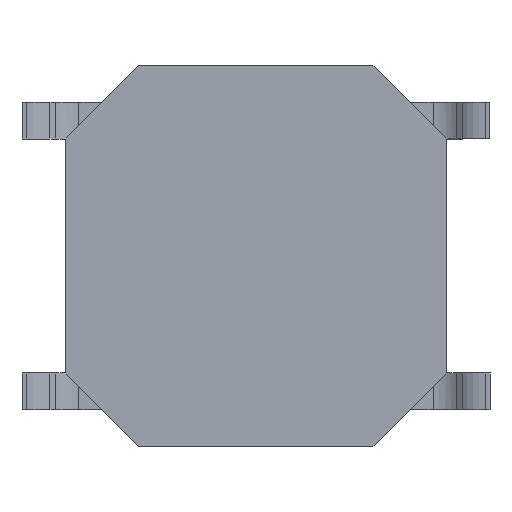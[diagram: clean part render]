
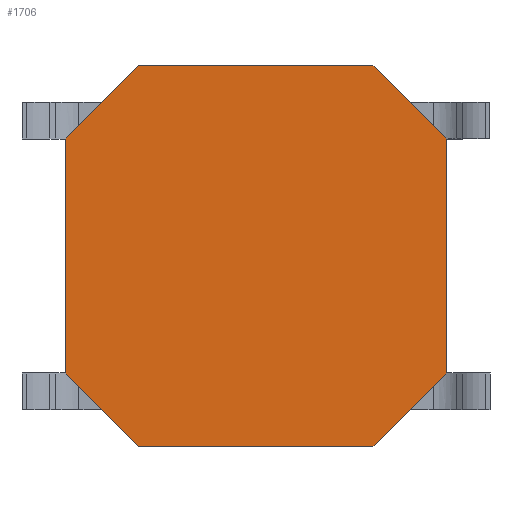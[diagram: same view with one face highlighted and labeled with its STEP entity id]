
A CAD part, front view. The second image highlights one B-rep face of the part: STEP entity #1706.
In plain terms, the highlighted planar face has unit normal (0, -1, 0).
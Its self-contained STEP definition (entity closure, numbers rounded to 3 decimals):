
#69=LINE('',#2526,#226);
#136=LINE('',#2718,#293);
#152=LINE('',#2759,#309);
#153=LINE('',#2762,#310);
#162=LINE('',#2783,#319);
#180=LINE('',#2819,#337);
#183=LINE('',#2825,#340);
#184=LINE('',#2827,#341);
#226=VECTOR('',#2017,1000.);
#293=VECTOR('',#2204,1000.);
#309=VECTOR('',#2252,1000.);
#310=VECTOR('',#2255,1000.);
#319=VECTOR('',#2274,1000.);
#337=VECTOR('',#2296,1000.);
#340=VECTOR('',#2301,1000.);
#341=VECTOR('',#2304,1000.);
#442=PLANE('',#1875);
#509=FACE_OUTER_BOUND('',#601,.T.);
#601=EDGE_LOOP('',(#1401,#1402,#1403,#1404,#1405,#1406,#1407,#1408));
#719=VERTEX_POINT('',#2523);
#720=VERTEX_POINT('',#2525);
#784=VERTEX_POINT('',#2715);
#785=VERTEX_POINT('',#2717);
#794=VERTEX_POINT('',#2757);
#795=VERTEX_POINT('',#2761);
#802=VERTEX_POINT('',#2781);
#819=VERTEX_POINT('',#2821);
#878=EDGE_CURVE('',#720,#719,#69,.T.);
#975=EDGE_CURVE('',#785,#784,#136,.T.);
#996=EDGE_CURVE('',#794,#719,#152,.T.);
#997=EDGE_CURVE('',#795,#784,#153,.T.);
#1009=EDGE_CURVE('',#795,#802,#162,.T.);
#1027=EDGE_CURVE('',#720,#802,#180,.T.);
#1030=EDGE_CURVE('',#785,#819,#183,.T.);
#1031=EDGE_CURVE('',#794,#819,#184,.T.);
#1401=ORIENTED_EDGE('',*,*,#1030,.F.);
#1402=ORIENTED_EDGE('',*,*,#975,.T.);
#1403=ORIENTED_EDGE('',*,*,#997,.F.);
#1404=ORIENTED_EDGE('',*,*,#1009,.T.);
#1405=ORIENTED_EDGE('',*,*,#1027,.F.);
#1406=ORIENTED_EDGE('',*,*,#878,.T.);
#1407=ORIENTED_EDGE('',*,*,#996,.F.);
#1408=ORIENTED_EDGE('',*,*,#1031,.T.);
#1706=ADVANCED_FACE('',(#509),#442,.T.);
#1875=AXIS2_PLACEMENT_3D('',#2826,#2302,#2303);
#2017=DIRECTION('',(-0.707,0.,-0.707));
#2204=DIRECTION('',(0.707,0.,0.707));
#2252=DIRECTION('',(0.,0.,1.));
#2255=DIRECTION('',(0.,0.,-1.));
#2274=DIRECTION('',(-0.707,0.,0.707));
#2296=DIRECTION('',(1.,0.,0.));
#2301=DIRECTION('',(-1.,0.,0.));
#2302=DIRECTION('center_axis',(0.,-1.,0.));
#2303=DIRECTION('ref_axis',(0.,0.,-1.));
#2304=DIRECTION('',(0.707,0.,-0.707));
#2523=CARTESIAN_POINT('',(0.,0.,-1.));
#2525=CARTESIAN_POINT('',(1.,0.,0.));
#2526=CARTESIAN_POINT('',(0.5,0.,-0.5));
#2715=CARTESIAN_POINT('',(5.2,0.,-4.2));
#2717=CARTESIAN_POINT('',(4.2,0.,-5.2));
#2718=CARTESIAN_POINT('',(4.7,0.,-4.7));
#2757=CARTESIAN_POINT('',(0.,0.,-4.2));
#2759=CARTESIAN_POINT('',(0.,0.,0.));
#2761=CARTESIAN_POINT('',(5.2,0.,-1.));
#2762=CARTESIAN_POINT('',(5.2,0.,0.));
#2781=CARTESIAN_POINT('',(4.2,0.,0.));
#2783=CARTESIAN_POINT('',(2.1,0.,2.1));
#2819=CARTESIAN_POINT('',(0.,0.,0.));
#2821=CARTESIAN_POINT('',(1.,0.,-5.2));
#2825=CARTESIAN_POINT('',(0.,0.,-5.2));
#2826=CARTESIAN_POINT('Origin',(0.,0.,0.));
#2827=CARTESIAN_POINT('',(-2.1,0.,-2.1));
